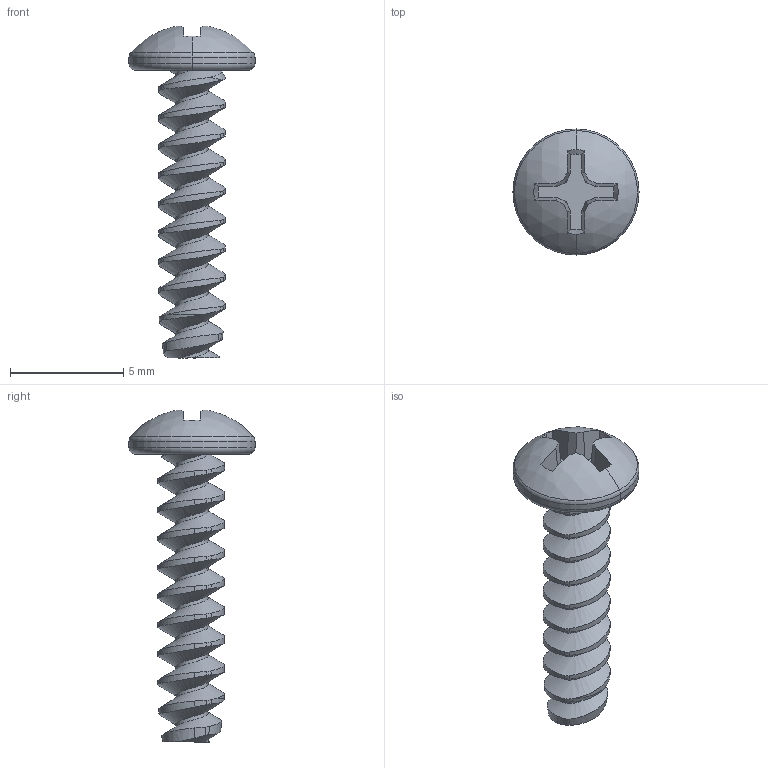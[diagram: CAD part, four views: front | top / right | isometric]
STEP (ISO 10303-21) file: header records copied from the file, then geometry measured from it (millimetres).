
FILE_DESCRIPTION (( 'STEP AP203' ), '1' );
FILE_NAME ('90380A110_Phillips Rounded Head Thread-Forming Screws.STEP', '2025-01-29T21:45:17', ( 'Administrator' ), ( 'Managed by Terraform' ), 'SwSTEP 2.0', 'SolidWorks 2017', '' );
FILE_SCHEMA (( 'CONFIG_CONTROL_DESIGN' ));
Length unit declared in the file: inch
Products named in the file (1): 90380A110_Phillips Rounded Head Thread-Forming Screws
Bounding box: 5.56 x 5.56 x 14.65 mm (x, y, z)
Volume: 79.1 mm3; surface area: 226.9 mm2
Topology: 1 solids, 1 shells, 109 faces, 311 edges, 205 vertices
Faces by surface type: cylinder 61, cone 20, plane 19, torus 4, bspline 3, sphere 2
Entity records: 5783 total; most frequent: CARTESIAN_POINT 3154, ORIENTED_EDGE 622, DIRECTION 409, EDGE_CURVE 311, VERTEX_POINT 205, B_SPLINE_CURVE_WITH_KNOTS 161, AXIS2_PLACEMENT_3D 154, EDGE_LOOP 110
